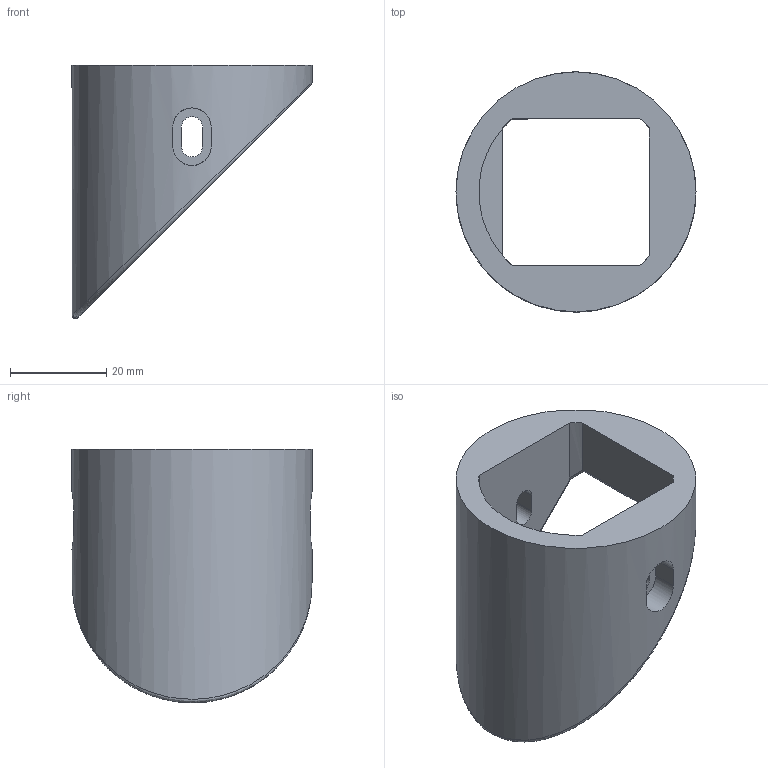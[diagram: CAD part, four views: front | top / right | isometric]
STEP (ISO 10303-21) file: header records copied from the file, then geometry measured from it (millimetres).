
FILE_DESCRIPTION(('FreeCAD Model'),'2;1');
FILE_NAME('Open CASCADE Shape Model','2021-08-13T11:20:37',('Author'),( ''),'Open CASCADE STEP processor 7.4','FreeCAD','Unknown');
FILE_SCHEMA(('AUTOMOTIVE_DESIGN_CC2 { 1 2 10303 214 -1 1 5 4 }'));
Length unit declared in the file: millimetre
Products named in the file (1): MirrorOuterPad
Bounding box: 50 x 50 x 52.85 mm (x, y, z)
Volume: 28056.4 mm3; surface area: 10684 mm2
Topology: 1 solids, 1 shells, 42 faces, 109 edges, 71 vertices
Faces by surface type: cylinder 20, plane 17, bspline 5
Full cylindrical faces by diameter (mm): 50 x1
Entity records: 6676 total; most frequent: CARTESIAN_POINT 4602, DIRECTION 339, ORIENTED_EDGE 218, PCURVE 218, DEFINITIONAL_REPRESENTATION 218, LINE 206, VECTOR 206, EDGE_CURVE 109
